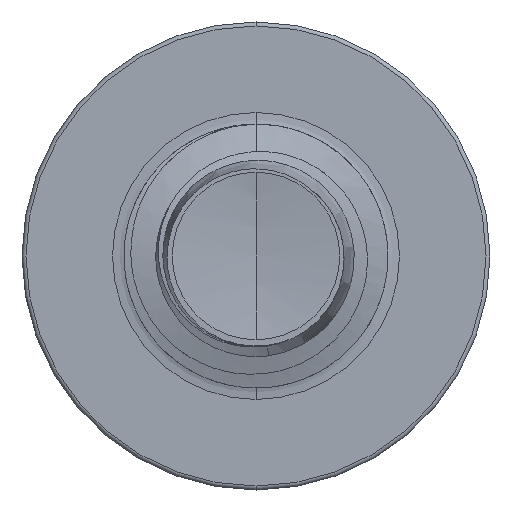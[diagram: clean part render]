
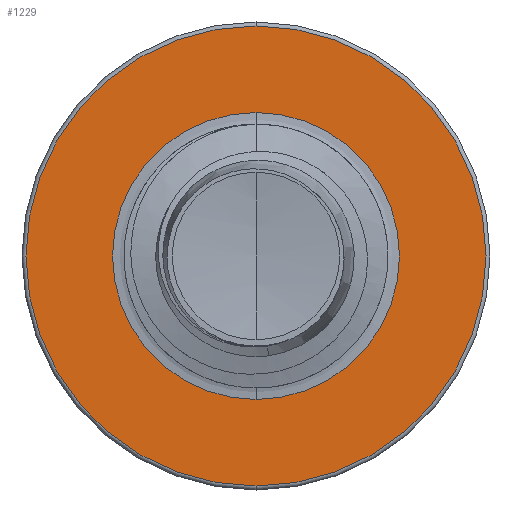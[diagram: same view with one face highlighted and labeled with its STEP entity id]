
A CAD part, front view. The second image highlights one B-rep face of the part: STEP entity #1229.
In plain terms, the highlighted planar face has unit normal (0, -1, 0).
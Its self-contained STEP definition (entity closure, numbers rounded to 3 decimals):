
#49 = DIRECTION ( 'NONE',  ( 0., 1., 0. ) ) ;
#336 = AXIS2_PLACEMENT_3D ( 'NONE', #1338, #7977, #2383 ) ;
#351 = FACE_OUTER_BOUND ( 'NONE', #5543, .T. ) ;
#465 = CARTESIAN_POINT ( 'NONE',  ( 0., 2.25, -1.196 ) ) ;
#477 = CARTESIAN_POINT ( 'NONE',  ( 0., 2.25, 0. ) ) ;
#1229 = ADVANCED_FACE ( 'NONE', ( #351, #7583 ), #4283, .F. ) ;
#1294 = DIRECTION ( 'NONE',  ( 0., 1., 0. ) ) ;
#1338 = CARTESIAN_POINT ( 'NONE',  ( 0., 2.25, 0. ) ) ;
#1617 = DIRECTION ( 'NONE',  ( 0., 0., 1. ) ) ;
#1702 = CIRCLE ( 'NONE', #10807, 1.196 ) ;
#1798 = AXIS2_PLACEMENT_3D ( 'NONE', #8666, #49, #7110 ) ;
#2383 = DIRECTION ( 'NONE',  ( 0., 0., 1. ) ) ;
#2945 = AXIS2_PLACEMENT_3D ( 'NONE', #477, #7405, #1617 ) ;
#2974 = CIRCLE ( 'NONE', #336, 1.917 ) ;
#3547 = EDGE_CURVE ( 'NONE', #11352, #7848, #8551, .T. ) ;
#3855 = AXIS2_PLACEMENT_3D ( 'NONE', #7160, #1294, #7944 ) ;
#3885 = EDGE_LOOP ( 'NONE', ( #5832, #5852 ) ) ;
#4283 = PLANE ( 'NONE',  #1798 ) ;
#4542 = DIRECTION ( 'NONE',  ( 0., 1., 0. ) ) ;
#4762 = CARTESIAN_POINT ( 'NONE',  ( 0., 2.25, 1.196 ) ) ;
#4908 = VERTEX_POINT ( 'NONE', #8354 ) ;
#5543 = EDGE_LOOP ( 'NONE', ( #5806, #5816 ) ) ;
#5661 = CARTESIAN_POINT ( 'NONE',  ( 0., 2.25, -1.917 ) ) ;
#5806 = ORIENTED_EDGE ( 'NONE', *, *, #10031, .F. ) ;
#5816 = ORIENTED_EDGE ( 'NONE', *, *, #9348, .F. ) ;
#5832 = ORIENTED_EDGE ( 'NONE', *, *, #9905, .T. ) ;
#5852 = ORIENTED_EDGE ( 'NONE', *, *, #3547, .T. ) ;
#7100 = VERTEX_POINT ( 'NONE', #5661 ) ;
#7110 = DIRECTION ( 'NONE',  ( 0., 0., 1. ) ) ;
#7160 = CARTESIAN_POINT ( 'NONE',  ( 0., 2.25, 0. ) ) ;
#7405 = DIRECTION ( 'NONE',  ( 0., 1., 0. ) ) ;
#7583 = FACE_BOUND ( 'NONE', #3885, .T. ) ;
#7848 = VERTEX_POINT ( 'NONE', #4762 ) ;
#7944 = DIRECTION ( 'NONE',  ( 0., 0., 1. ) ) ;
#7977 = DIRECTION ( 'NONE',  ( 0., 1., 0. ) ) ;
#8354 = CARTESIAN_POINT ( 'NONE',  ( 0., 2.25, 1.917 ) ) ;
#8524 = CIRCLE ( 'NONE', #2945, 1.917 ) ;
#8551 = CIRCLE ( 'NONE', #3855, 1.196 ) ;
#8666 = CARTESIAN_POINT ( 'NONE',  ( 0., 2.25, -1.196 ) ) ;
#9348 = EDGE_CURVE ( 'NONE', #7100, #4908, #2974, .T. ) ;
#9728 = CARTESIAN_POINT ( 'NONE',  ( 0., 2.25, 0. ) ) ;
#9905 = EDGE_CURVE ( 'NONE', #7848, #11352, #1702, .T. ) ;
#10031 = EDGE_CURVE ( 'NONE', #4908, #7100, #8524, .T. ) ;
#10510 = DIRECTION ( 'NONE',  ( 0., 0., 1. ) ) ;
#10807 = AXIS2_PLACEMENT_3D ( 'NONE', #9728, #4542, #10510 ) ;
#11352 = VERTEX_POINT ( 'NONE', #465 ) ;
